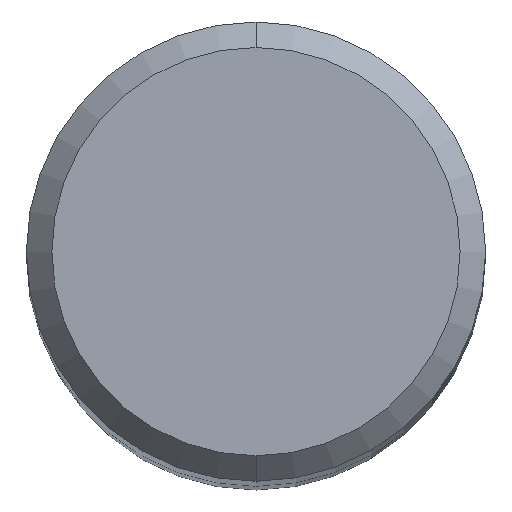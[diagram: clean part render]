
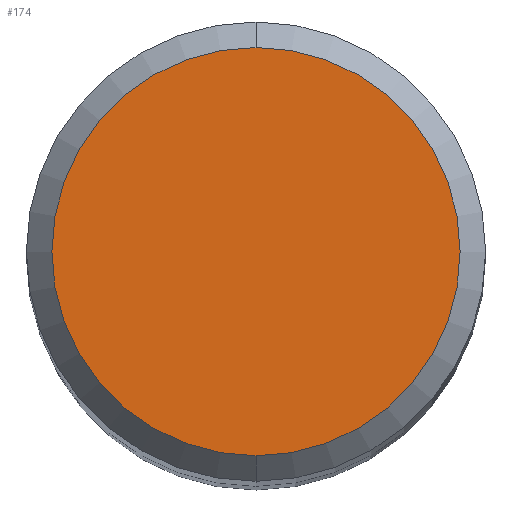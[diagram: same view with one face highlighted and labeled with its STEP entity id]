
A CAD part, top view. The second image highlights one B-rep face of the part: STEP entity #174.
In plain terms, the highlighted planar face has unit normal (0, 0, 1).
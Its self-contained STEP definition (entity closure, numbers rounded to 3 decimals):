
#174=ADVANCED_FACE('',(#475),#476,.T.);
#302=EDGE_CURVE('',#362,#332,#618,.T.);
#330=EDGE_CURVE('',#332,#362,#647,.T.);
#332=VERTEX_POINT('',#649);
#362=VERTEX_POINT('',#683);
#475=FACE_OUTER_BOUND('',#798,.T.);
#476=PLANE('',#799);
#618=CIRCLE('',#1066,4.0);
#647=CIRCLE('',#1143,4.0);
#649=CARTESIAN_POINT('',(0.,-4.0,0.0));
#683=CARTESIAN_POINT('',(0.0,4.0,0.0));
#798=EDGE_LOOP('',(#1455,#1456));
#799=AXIS2_PLACEMENT_3D('',#1457,#1458,#1459);
#1066=AXIS2_PLACEMENT_3D('',#1627,#1628,#1629);
#1143=AXIS2_PLACEMENT_3D('',#1648,#1649,#1650);
#1455=ORIENTED_EDGE('',*,*,#302,.F.);
#1456=ORIENTED_EDGE('',*,*,#330,.F.);
#1457=CARTESIAN_POINT('',(0.0,2.0,0.0));
#1458=DIRECTION('',(-0.0,0.0,1.0));
#1459=DIRECTION('',(0.0,-1.0,0.0));
#1627=CARTESIAN_POINT('',(0.0,0.0,0.0));
#1628=DIRECTION('',(0.0,0.0,-1.0));
#1629=DIRECTION('',(0.0,1.0,0.0));
#1648=CARTESIAN_POINT('',(0.0,0.0,0.0));
#1649=DIRECTION('',(0.0,0.0,-1.0));
#1650=DIRECTION('',(0.0,1.0,0.0));
